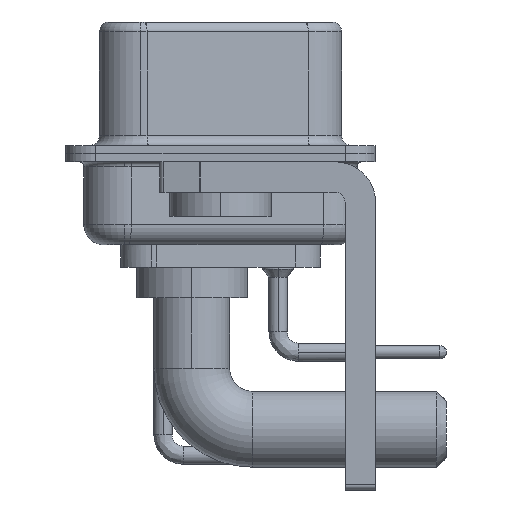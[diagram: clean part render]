
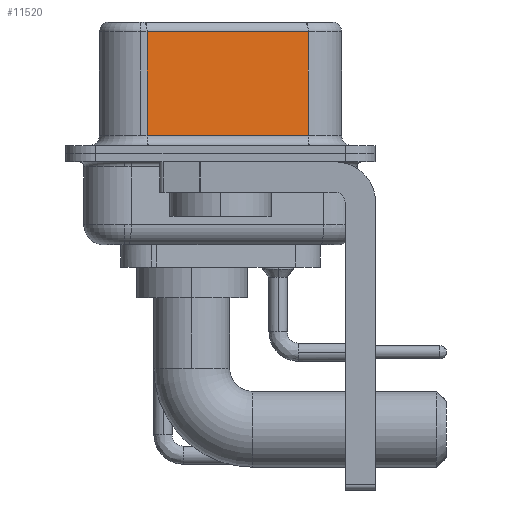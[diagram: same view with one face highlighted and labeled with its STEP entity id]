
A CAD part, left-side view. The second image highlights one B-rep face of the part: STEP entity #11520.
In plain terms, the highlighted planar face has unit normal (-0.985, -0.174, 0).
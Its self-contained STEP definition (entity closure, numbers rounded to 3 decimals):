
#269 = DIRECTION ( 'NONE',  ( 0., 0., -1. ) ) ;
#443 = LINE ( 'NONE', #24616, #2556 ) ;
#2556 = VECTOR ( 'NONE', #269, 1000. ) ;
#2972 = CARTESIAN_POINT ( 'NONE',  ( 5.132, -4.322, 6.02 ) ) ;
#3522 = DIRECTION ( 'NONE',  ( 0.985, 0.174, 0. ) ) ;
#3868 = AXIS2_PLACEMENT_3D ( 'NONE', #21846, #3522, #14359 ) ;
#4372 = CARTESIAN_POINT ( 'NONE',  ( 5.132, -4.322, 6.02 ) ) ;
#5230 = ORIENTED_EDGE ( 'NONE', *, *, #30983, .T. ) ;
#6647 = VERTEX_POINT ( 'NONE', #18188 ) ;
#7794 = ORIENTED_EDGE ( 'NONE', *, *, #13790, .T. ) ;
#10981 = DIRECTION ( 'NONE',  ( -0.174, 0.985, 0. ) ) ;
#11466 = LINE ( 'NONE', #21957, #19350 ) ;
#11520 = ADVANCED_FACE ( 'NONE', ( #11525 ), #25032, .F. ) ;
#11525 = FACE_OUTER_BOUND ( 'NONE', #11621, .T. ) ;
#11621 = EDGE_LOOP ( 'NONE', ( #21940, #5230, #18892, #7794 ) ) ;
#12638 = VERTEX_POINT ( 'NONE', #26694 ) ;
#13790 = EDGE_CURVE ( 'NONE', #29390, #6647, #11466, .T. ) ;
#14359 = DIRECTION ( 'NONE',  ( -0.174, 0.985, 0. ) ) ;
#14683 = DIRECTION ( 'NONE',  ( 0., 0., -1. ) ) ;
#15778 = CARTESIAN_POINT ( 'NONE',  ( 3.73, 3.628, 0.9 ) ) ;
#16273 = DIRECTION ( 'NONE',  ( 0.174, -0.985, 0. ) ) ;
#16823 = LINE ( 'NONE', #33554, #32796 ) ;
#18100 = VECTOR ( 'NONE', #10981, 1000. ) ;
#18188 = CARTESIAN_POINT ( 'NONE',  ( 5.132, -4.322, 0.9 ) ) ;
#18892 = ORIENTED_EDGE ( 'NONE', *, *, #25853, .T. ) ;
#19350 = VECTOR ( 'NONE', #16273, 1000. ) ;
#21846 = CARTESIAN_POINT ( 'NONE',  ( 5.132, -4.322, 6.52 ) ) ;
#21940 = ORIENTED_EDGE ( 'NONE', *, *, #29662, .F. ) ;
#21957 = CARTESIAN_POINT ( 'NONE',  ( 5.132, -4.322, 0.9 ) ) ;
#24616 = CARTESIAN_POINT ( 'NONE',  ( 3.73, 3.628, 6.52 ) ) ;
#24831 = LINE ( 'NONE', #2972, #18100 ) ;
#25032 = PLANE ( 'NONE',  #3868 ) ;
#25853 = EDGE_CURVE ( 'NONE', #12638, #29390, #443, .T. ) ;
#26694 = CARTESIAN_POINT ( 'NONE',  ( 3.73, 3.628, 6.02 ) ) ;
#29390 = VERTEX_POINT ( 'NONE', #15778 ) ;
#29662 = EDGE_CURVE ( 'NONE', #34826, #6647, #16823, .T. ) ;
#30983 = EDGE_CURVE ( 'NONE', #34826, #12638, #24831, .T. ) ;
#32796 = VECTOR ( 'NONE', #14683, 1000. ) ;
#33554 = CARTESIAN_POINT ( 'NONE',  ( 5.132, -4.322, 6.52 ) ) ;
#34826 = VERTEX_POINT ( 'NONE', #4372 ) ;
